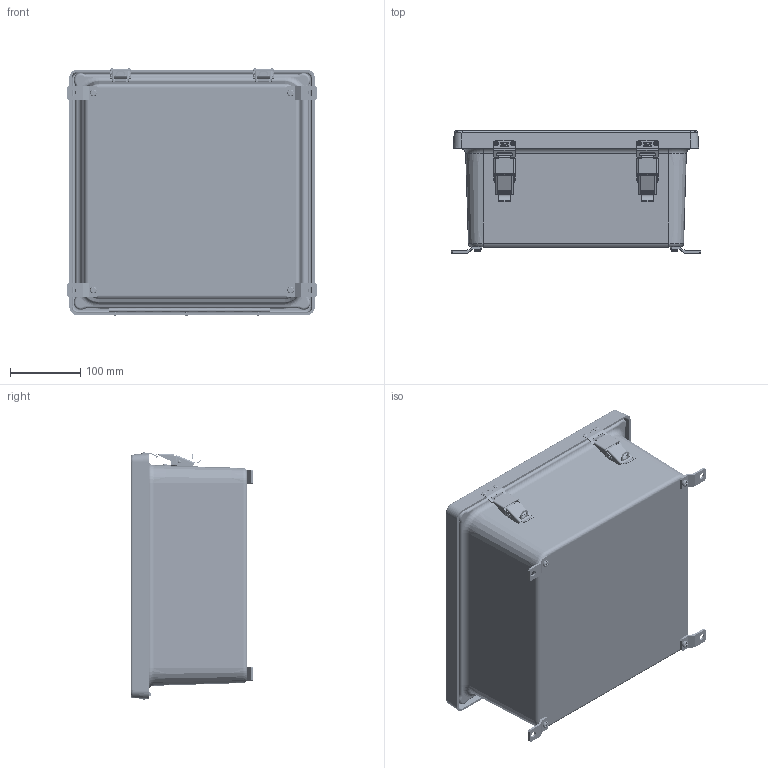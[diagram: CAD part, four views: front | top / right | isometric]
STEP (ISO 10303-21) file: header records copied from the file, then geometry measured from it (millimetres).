
FILE_DESCRIPTION (( 'STEP AP203' ), '1' );
FILE_NAME ('AM1226L.step', '2017-05-17T13:11:43', ( '' ), ( '' ), 'SwSTEP 2.0', 'SolidWorks 2017', '' );
FILE_SCHEMA (( 'CONFIG_CONTROL_DESIGN' ));
Length unit declared in the file: inch
Products named in the file (28): 70-60801R316; 55-1032716316_SL-PHMS 0.19-32x0.3125x0.3125-N; WLGKEEPER316; 70-60512316; 70-122PC-2; 70-60801R316 bottom; 70-60511316CE_DETAIL VIEW; 70-60250; 621-05 Rivet (f)316; 621-04 Rivet (f)316; 621-01 Lever316; AM1226L; WL1226C_GASKET PROFILE; WFOOT316; 70-60801R316 pin; 55-1032516_PreviewCfg; WL1224B_WL1226B; WG1226CL; WL1226C; 70-60864316; 621-06 hook316; WL1226B; WL1226C-DL; WL1226BI8D; 55-61812316_92525A317; 3508100; 70-60801R316 top; 621-02  BASE316
Assembly tree (56 placements, depth 4):
  AM1226L
    WL1226BI8D
      WL1226B
        WL1224B_WL1226B
      70-60250  x8
    WFOOT316  x4
    55-1032716316_SL-PHMS 0.19-32x0.3125x0.3125-N  x4
    70-122PC-2
    55-1032516_PreviewCfg  x4
    70-60801R316
      70-60801R316 bottom
      70-60801R316 top
      70-60801R316 pin
    55-61812316_92525A317  x3
    70-60512316  x7
    WG1226CL
      WL1226C-DL
        WL1226C
      3508100
        WL1226C_GASKET PROFILE
    WLGKEEPER316  x2
    70-60864316  x2
      621-02  BASE316
      621-04 Rivet (f)316
      621-01 Lever316
      621-06 hook316
      621-05 Rivet (f)316
    70-60511316CE_DETAIL VIEW  x4
Bounding box: 354.66 x 174.09 x 351.16 mm (x, y, z)
Volume: 2465500.6 mm3; surface area: 1481355 mm2
Topology: 55 solids, 55 shells, 4540 faces, 11737 edges, 7451 vertices
Faces by surface type: plane 1680, cylinder 1197, cone 649, bspline 608, torus 356, sphere 50
Entity records: 105611 total; most frequent: CARTESIAN_POINT 35281, ORIENTED_EDGE 14582, DIRECTION 12912, EDGE_CURVE 7291, VERTEX_POINT 4624, AXIS2_PLACEMENT_3D 4396, LINE 4120, VECTOR 4120
